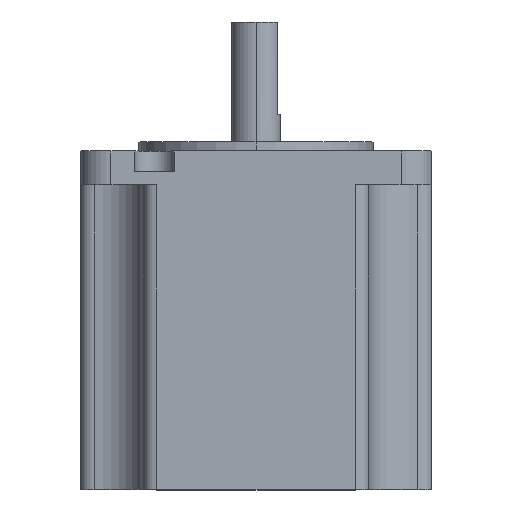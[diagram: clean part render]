
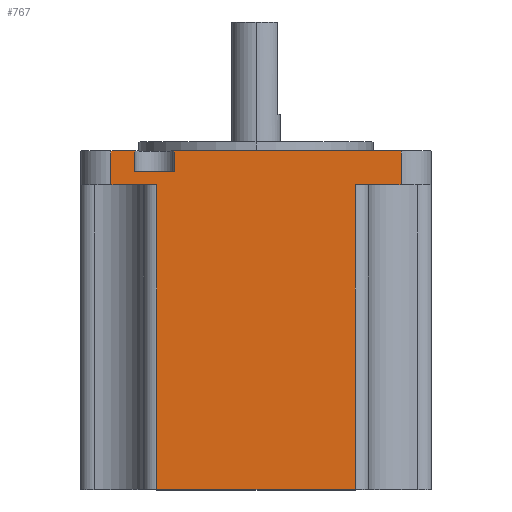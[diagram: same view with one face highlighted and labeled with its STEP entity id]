
A CAD part, top view. The second image highlights one B-rep face of the part: STEP entity #767.
In plain terms, the highlighted planar face has unit normal (0, 0, 1).
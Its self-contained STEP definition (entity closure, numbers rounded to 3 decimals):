
#6 = VERTEX_POINT ( 'NONE', #136 ) ;
#15 = ORIENTED_EDGE ( 'NONE', *, *, #1668, .F. ) ;
#16 = LINE ( 'NONE', #955, #1021 ) ;
#25 = CARTESIAN_POINT ( 'NONE',  ( 0., -55., 0. ) ) ;
#28 = CARTESIAN_POINT ( 'NONE',  ( 8.8, -3.4, 0. ) ) ;
#78 = EDGE_CURVE ( 'NONE', #1956, #2313, #901, .T. ) ;
#79 = VERTEX_POINT ( 'NONE', #2065 ) ;
#133 = ORIENTED_EDGE ( 'NONE', *, *, #2407, .T. ) ;
#134 = EDGE_CURVE ( 'NONE', #2145, #2217, #266, .T. ) ;
#135 = DIRECTION ( 'NONE',  ( 1., 0., 0. ) ) ;
#136 = CARTESIAN_POINT ( 'NONE',  ( 44.6, -5.5, 0. ) ) ;
#158 = LINE ( 'NONE', #435, #635 ) ;
#174 = CARTESIAN_POINT ( 'NONE',  ( 8.8, -3.4, 0. ) ) ;
#180 = ORIENTED_EDGE ( 'NONE', *, *, #717, .F. ) ;
#250 = LINE ( 'NONE', #2102, #2178 ) ;
#260 = DIRECTION ( 'NONE',  ( 1., 0., 0. ) ) ;
#266 = LINE ( 'NONE', #1449, #327 ) ;
#282 = DIRECTION ( 'NONE',  ( 0., -1., 0. ) ) ;
#317 = VECTOR ( 'NONE', #135, 1000. ) ;
#327 = VECTOR ( 'NONE', #2445, 1000. ) ;
#333 = DIRECTION ( 'NONE',  ( -1., 0., 0. ) ) ;
#348 = VERTEX_POINT ( 'NONE', #928 ) ;
#350 = CARTESIAN_POINT ( 'NONE',  ( 8.8, 0., 0. ) ) ;
#407 = CARTESIAN_POINT ( 'NONE',  ( 52.07, 0., 0. ) ) ;
#408 = LINE ( 'NONE', #2305, #2283 ) ;
#416 = CARTESIAN_POINT ( 'NONE',  ( 12.4, -5.5, 0. ) ) ;
#426 = VECTOR ( 'NONE', #1776, 1000. ) ;
#435 = CARTESIAN_POINT ( 'NONE',  ( 8.8, -3.4, 0. ) ) ;
#521 = LINE ( 'NONE', #1530, #1404 ) ;
#590 = VERTEX_POINT ( 'NONE', #807 ) ;
#635 = VECTOR ( 'NONE', #260, 1000. ) ;
#640 = CARTESIAN_POINT ( 'NONE',  ( 44.6, -55., 0. ) ) ;
#652 = EDGE_LOOP ( 'NONE', ( #1862, #1763, #133, #15, #1215, #2387, #1287, #852, #180, #872, #2285, #915 ) ) ;
#664 = EDGE_CURVE ( 'NONE', #590, #1956, #408, .T. ) ;
#709 = VECTOR ( 'NONE', #282, 1000. ) ;
#717 = EDGE_CURVE ( 'NONE', #6, #1928, #1225, .T. ) ;
#718 = LINE ( 'NONE', #25, #317 ) ;
#724 = DIRECTION ( 'NONE',  ( -1., 0., 0. ) ) ;
#749 = CARTESIAN_POINT ( 'NONE',  ( 4.93, -5.5, 0. ) ) ;
#751 = VECTOR ( 'NONE', #333, 1000. ) ;
#767 = ADVANCED_FACE ( 'NONE', ( #1660 ), #2246, .T. ) ;
#798 = CARTESIAN_POINT ( 'NONE',  ( 0., 0., 0. ) ) ;
#799 = CARTESIAN_POINT ( 'NONE',  ( 12.4, -55., 0. ) ) ;
#807 = CARTESIAN_POINT ( 'NONE',  ( 15.2, -3.4, 0. ) ) ;
#852 = ORIENTED_EDGE ( 'NONE', *, *, #1759, .T. ) ;
#872 = ORIENTED_EDGE ( 'NONE', *, *, #1491, .F. ) ;
#901 = LINE ( 'NONE', #798, #426 ) ;
#915 = ORIENTED_EDGE ( 'NONE', *, *, #78, .F. ) ;
#928 = CARTESIAN_POINT ( 'NONE',  ( 4.93, 0., 0. ) ) ;
#937 = CARTESIAN_POINT ( 'NONE',  ( 44.6, -5.5, 0. ) ) ;
#948 = VECTOR ( 'NONE', #2107, 1000. ) ;
#955 = CARTESIAN_POINT ( 'NONE',  ( 52.07, -6., 0. ) ) ;
#1021 = VECTOR ( 'NONE', #2372, 1000. ) ;
#1041 = DIRECTION ( 'NONE',  ( 1., 0., 0. ) ) ;
#1123 = CARTESIAN_POINT ( 'NONE',  ( 0., -5.5, 0. ) ) ;
#1137 = DIRECTION ( 'NONE',  ( 0., 1., 0. ) ) ;
#1171 = CARTESIAN_POINT ( 'NONE',  ( 44.6, -5.5, 0. ) ) ;
#1215 = ORIENTED_EDGE ( 'NONE', *, *, #1750, .F. ) ;
#1225 = LINE ( 'NONE', #937, #709 ) ;
#1271 = VERTEX_POINT ( 'NONE', #749 ) ;
#1287 = ORIENTED_EDGE ( 'NONE', *, *, #134, .T. ) ;
#1361 = AXIS2_PLACEMENT_3D ( 'NONE', #2124, #2073, #2046 ) ;
#1370 = DIRECTION ( 'NONE',  ( 0., 1., 0. ) ) ;
#1404 = VECTOR ( 'NONE', #1041, 1000. ) ;
#1449 = CARTESIAN_POINT ( 'NONE',  ( 12.4, -5.5, 0. ) ) ;
#1491 = EDGE_CURVE ( 'NONE', #79, #6, #2264, .T. ) ;
#1530 = CARTESIAN_POINT ( 'NONE',  ( 0., 0., 0. ) ) ;
#1614 = EDGE_CURVE ( 'NONE', #79, #2313, #16, .T. ) ;
#1660 = FACE_OUTER_BOUND ( 'NONE', #652, .T. ) ;
#1668 = EDGE_CURVE ( 'NONE', #348, #1997, #521, .T. ) ;
#1744 = CARTESIAN_POINT ( 'NONE',  ( 15.2, 0., 0. ) ) ;
#1750 = EDGE_CURVE ( 'NONE', #1271, #348, #250, .T. ) ;
#1759 = EDGE_CURVE ( 'NONE', #2217, #1928, #718, .T. ) ;
#1763 = ORIENTED_EDGE ( 'NONE', *, *, #2334, .F. ) ;
#1776 = DIRECTION ( 'NONE',  ( 1., 0., 0. ) ) ;
#1862 = ORIENTED_EDGE ( 'NONE', *, *, #664, .F. ) ;
#1891 = VERTEX_POINT ( 'NONE', #174 ) ;
#1901 = EDGE_CURVE ( 'NONE', #2145, #1271, #2172, .T. ) ;
#1928 = VERTEX_POINT ( 'NONE', #640 ) ;
#1956 = VERTEX_POINT ( 'NONE', #1744 ) ;
#1997 = VERTEX_POINT ( 'NONE', #350 ) ;
#2012 = LINE ( 'NONE', #28, #948 ) ;
#2035 = VECTOR ( 'NONE', #724, 1000. ) ;
#2046 = DIRECTION ( 'NONE',  ( 1., 0., 0. ) ) ;
#2065 = CARTESIAN_POINT ( 'NONE',  ( 52.07, -5.5, 0. ) ) ;
#2073 = DIRECTION ( 'NONE',  ( 0., 0., 1. ) ) ;
#2102 = CARTESIAN_POINT ( 'NONE',  ( 4.93, -6., 0. ) ) ;
#2107 = DIRECTION ( 'NONE',  ( 0., 1., 0. ) ) ;
#2124 = CARTESIAN_POINT ( 'NONE',  ( 0., -55., 0. ) ) ;
#2145 = VERTEX_POINT ( 'NONE', #416 ) ;
#2172 = LINE ( 'NONE', #1123, #2035 ) ;
#2178 = VECTOR ( 'NONE', #1137, 1000. ) ;
#2217 = VERTEX_POINT ( 'NONE', #799 ) ;
#2246 = PLANE ( 'NONE',  #1361 ) ;
#2264 = LINE ( 'NONE', #1171, #751 ) ;
#2283 = VECTOR ( 'NONE', #1370, 1000. ) ;
#2285 = ORIENTED_EDGE ( 'NONE', *, *, #1614, .T. ) ;
#2305 = CARTESIAN_POINT ( 'NONE',  ( 15.2, -3.4, 0. ) ) ;
#2313 = VERTEX_POINT ( 'NONE', #407 ) ;
#2334 = EDGE_CURVE ( 'NONE', #1891, #590, #158, .T. ) ;
#2372 = DIRECTION ( 'NONE',  ( 0., 1., 0. ) ) ;
#2387 = ORIENTED_EDGE ( 'NONE', *, *, #1901, .F. ) ;
#2407 = EDGE_CURVE ( 'NONE', #1891, #1997, #2012, .T. ) ;
#2445 = DIRECTION ( 'NONE',  ( 0., -1., 0. ) ) ;
